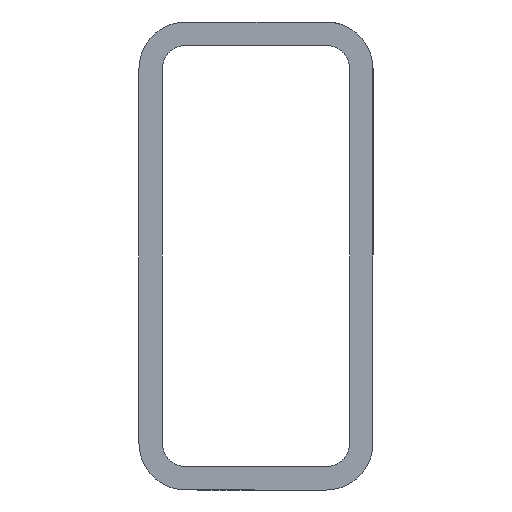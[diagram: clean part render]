
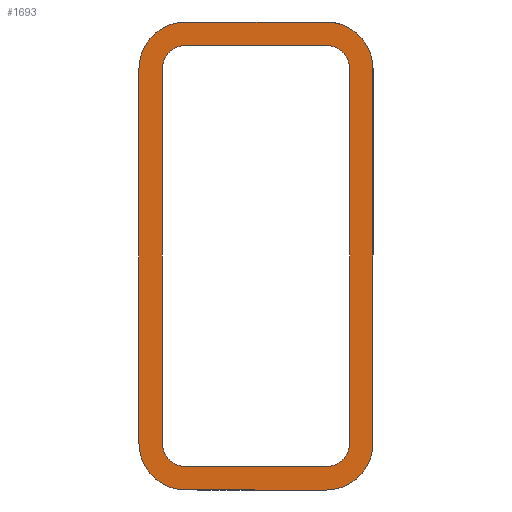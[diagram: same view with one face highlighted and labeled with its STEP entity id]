
A CAD part, left-side view. The second image highlights one B-rep face of the part: STEP entity #1693.
In plain terms, the highlighted planar face has unit normal (-1, 0, 0).
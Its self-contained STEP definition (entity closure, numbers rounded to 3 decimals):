
#9 = CIRCLE ( 'NONE', #1543, 3. ) ;
#30 = CARTESIAN_POINT ( 'NONE',  ( -510., 11., -60. ) ) ;
#47 = CIRCLE ( 'NONE', #919, 3. ) ;
#48 = VERTEX_POINT ( 'NONE', #973 ) ;
#52 = EDGE_LOOP ( 'NONE', ( #1185, #1376, #255, #711, #1451, #1550, #344, #927 ) ) ;
#58 = EDGE_CURVE ( 'NONE', #149, #85, #312, .T. ) ;
#59 = CARTESIAN_POINT ( 'NONE',  ( -510., 11., -57. ) ) ;
#75 = LINE ( 'NONE', #30, #882 ) ;
#85 = VERTEX_POINT ( 'NONE', #1596 ) ;
#117 = VECTOR ( 'NONE', #601, 1000. ) ;
#120 = DIRECTION ( 'NONE',  ( 1., 0., 0. ) ) ;
#138 = DIRECTION ( 'NONE',  ( 1., 0., 0. ) ) ;
#139 = ORIENTED_EDGE ( 'NONE', *, *, #1262, .F. ) ;
#149 = VERTEX_POINT ( 'NONE', #192 ) ;
#153 = CARTESIAN_POINT ( 'NONE',  ( -510., 29., -57. ) ) ;
#159 = CIRCLE ( 'NONE', #1500, 3. ) ;
#164 = EDGE_CURVE ( 'NONE', #85, #936, #47, .T. ) ;
#192 = CARTESIAN_POINT ( 'NONE',  ( -510., 8., -6. ) ) ;
#196 = CARTESIAN_POINT ( 'NONE',  ( -510., 11., -54. ) ) ;
#218 = CARTESIAN_POINT ( 'NONE',  ( -510., 29., 0. ) ) ;
#246 = DIRECTION ( 'NONE',  ( 0., 0., 1. ) ) ;
#247 = EDGE_LOOP ( 'NONE', ( #526, #139, #1152, #703, #1145, #1334, #1422, #301 ) ) ;
#255 = ORIENTED_EDGE ( 'NONE', *, *, #58, .T. ) ;
#275 = EDGE_CURVE ( 'NONE', #1202, #838, #605, .T. ) ;
#283 = FACE_BOUND ( 'NONE', #52, .T. ) ;
#291 = DIRECTION ( 'NONE',  ( 1., 0., 0. ) ) ;
#301 = ORIENTED_EDGE ( 'NONE', *, *, #1441, .F. ) ;
#308 = VERTEX_POINT ( 'NONE', #653 ) ;
#312 = LINE ( 'NONE', #1075, #979 ) ;
#323 = AXIS2_PLACEMENT_3D ( 'NONE', #1161, #1525, #1401 ) ;
#335 = CIRCLE ( 'NONE', #807, 3. ) ;
#344 = ORIENTED_EDGE ( 'NONE', *, *, #1317, .T. ) ;
#347 = CARTESIAN_POINT ( 'NONE',  ( -510., 35., -6. ) ) ;
#355 = CARTESIAN_POINT ( 'NONE',  ( -510., 29., -3. ) ) ;
#421 = CARTESIAN_POINT ( 'NONE',  ( -510., 11., 0. ) ) ;
#444 = DIRECTION ( 'NONE',  ( 1., 0., 0. ) ) ;
#490 = VERTEX_POINT ( 'NONE', #800 ) ;
#499 = VERTEX_POINT ( 'NONE', #421 ) ;
#512 = CARTESIAN_POINT ( 'NONE',  ( -510., 29., -60. ) ) ;
#526 = ORIENTED_EDGE ( 'NONE', *, *, #637, .F. ) ;
#527 = DIRECTION ( 'NONE',  ( 1., 0., 0. ) ) ;
#541 = EDGE_CURVE ( 'NONE', #682, #499, #602, .T. ) ;
#551 = VERTEX_POINT ( 'NONE', #1621 ) ;
#553 = DIRECTION ( 'NONE',  ( 0., 0., -1. ) ) ;
#555 = CARTESIAN_POINT ( 'NONE',  ( -510., 35., -6. ) ) ;
#558 = CARTESIAN_POINT ( 'NONE',  ( -510., 29., -54. ) ) ;
#569 = CARTESIAN_POINT ( 'NONE',  ( -510., 29., -6. ) ) ;
#581 = DIRECTION ( 'NONE',  ( 0., 0., -1. ) ) ;
#585 = DIRECTION ( 'NONE',  ( 0., 1., 0. ) ) ;
#601 = DIRECTION ( 'NONE',  ( 0., 0., 1. ) ) ;
#602 = LINE ( 'NONE', #1602, #1003 ) ;
#605 = LINE ( 'NONE', #1404, #674 ) ;
#628 = EDGE_CURVE ( 'NONE', #899, #490, #159, .T. ) ;
#637 = EDGE_CURVE ( 'NONE', #48, #1570, #752, .T. ) ;
#653 = CARTESIAN_POINT ( 'NONE',  ( -510., 35., -54. ) ) ;
#658 = EDGE_CURVE ( 'NONE', #499, #551, #1061, .T. ) ;
#674 = VECTOR ( 'NONE', #1130, 1000. ) ;
#682 = VERTEX_POINT ( 'NONE', #218 ) ;
#703 = ORIENTED_EDGE ( 'NONE', *, *, #541, .F. ) ;
#711 = ORIENTED_EDGE ( 'NONE', *, *, #164, .T. ) ;
#713 = CARTESIAN_POINT ( 'NONE',  ( -510., 11., -57. ) ) ;
#734 = CARTESIAN_POINT ( 'NONE',  ( -510., 29., -6. ) ) ;
#752 = CIRCLE ( 'NONE', #1255, 6. ) ;
#766 = DIRECTION ( 'NONE',  ( 0., 0., 1. ) ) ;
#767 = DIRECTION ( 'NONE',  ( 0., 0., -1. ) ) ;
#782 = DIRECTION ( 'NONE',  ( 0., 0., -1. ) ) ;
#795 = CARTESIAN_POINT ( 'NONE',  ( -510., 11., -54. ) ) ;
#800 = CARTESIAN_POINT ( 'NONE',  ( -510., 32., -54. ) ) ;
#807 = AXIS2_PLACEMENT_3D ( 'NONE', #904, #138, #1192 ) ;
#820 = LINE ( 'NONE', #555, #117 ) ;
#829 = DIRECTION ( 'NONE',  ( 0., 1., 0. ) ) ;
#837 = VECTOR ( 'NONE', #585, 1000. ) ;
#838 = VERTEX_POINT ( 'NONE', #1045 ) ;
#865 = DIRECTION ( 'NONE',  ( 1., 0., 0. ) ) ;
#882 = VECTOR ( 'NONE', #829, 1000. ) ;
#887 = VECTOR ( 'NONE', #782, 1000. ) ;
#899 = VERTEX_POINT ( 'NONE', #153 ) ;
#904 = CARTESIAN_POINT ( 'NONE',  ( -510., 11., -6. ) ) ;
#908 = DIRECTION ( 'NONE',  ( 0., 0., -1. ) ) ;
#919 = AXIS2_PLACEMENT_3D ( 'NONE', #196, #1226, #581 ) ;
#927 = ORIENTED_EDGE ( 'NONE', *, *, #1068, .T. ) ;
#935 = EDGE_CURVE ( 'NONE', #936, #899, #1466, .T. ) ;
#936 = VERTEX_POINT ( 'NONE', #59 ) ;
#962 = DIRECTION ( 'NONE',  ( 0., -1., 0. ) ) ;
#964 = DIRECTION ( 'NONE',  ( 0., 0., 1. ) ) ;
#973 = CARTESIAN_POINT ( 'NONE',  ( -510., 5., -54. ) ) ;
#974 = EDGE_CURVE ( 'NONE', #1361, #308, #1228, .T. ) ;
#979 = VECTOR ( 'NONE', #553, 1000. ) ;
#1003 = VECTOR ( 'NONE', #962, 1000. ) ;
#1038 = CARTESIAN_POINT ( 'NONE',  ( -510., 29., -54. ) ) ;
#1045 = CARTESIAN_POINT ( 'NONE',  ( -510., 11., -3. ) ) ;
#1061 = CIRCLE ( 'NONE', #323, 6. ) ;
#1068 = EDGE_CURVE ( 'NONE', #1457, #1202, #9, .T. ) ;
#1075 = CARTESIAN_POINT ( 'NONE',  ( -510., 8., -6. ) ) ;
#1104 = VERTEX_POINT ( 'NONE', #347 ) ;
#1130 = DIRECTION ( 'NONE',  ( 0., -1., 0. ) ) ;
#1145 = ORIENTED_EDGE ( 'NONE', *, *, #1529, .F. ) ;
#1152 = ORIENTED_EDGE ( 'NONE', *, *, #658, .F. ) ;
#1161 = CARTESIAN_POINT ( 'NONE',  ( -510., 11., -6. ) ) ;
#1183 = FACE_OUTER_BOUND ( 'NONE', #247, .T. ) ;
#1185 = ORIENTED_EDGE ( 'NONE', *, *, #275, .T. ) ;
#1186 = CARTESIAN_POINT ( 'NONE',  ( -510., 32., -6. ) ) ;
#1192 = DIRECTION ( 'NONE',  ( 0., 0., 1. ) ) ;
#1202 = VERTEX_POINT ( 'NONE', #355 ) ;
#1210 = PLANE ( 'NONE',  #1382 ) ;
#1226 = DIRECTION ( 'NONE',  ( 1., 0., 0. ) ) ;
#1228 = CIRCLE ( 'NONE', #1335, 6. ) ;
#1236 = DIRECTION ( 'NONE',  ( 0., 0., 1. ) ) ;
#1255 = AXIS2_PLACEMENT_3D ( 'NONE', #1427, #865, #767 ) ;
#1262 = EDGE_CURVE ( 'NONE', #551, #48, #1452, .T. ) ;
#1274 = EDGE_CURVE ( 'NONE', #838, #149, #335, .T. ) ;
#1311 = CARTESIAN_POINT ( 'NONE',  ( -510., 5., -6. ) ) ;
#1317 = EDGE_CURVE ( 'NONE', #490, #1457, #1445, .T. ) ;
#1334 = ORIENTED_EDGE ( 'NONE', *, *, #1450, .F. ) ;
#1335 = AXIS2_PLACEMENT_3D ( 'NONE', #558, #291, #1236 ) ;
#1349 = CARTESIAN_POINT ( 'NONE',  ( -510., 32., -6. ) ) ;
#1361 = VERTEX_POINT ( 'NONE', #512 ) ;
#1376 = ORIENTED_EDGE ( 'NONE', *, *, #1274, .T. ) ;
#1382 = AXIS2_PLACEMENT_3D ( 'NONE', #795, #527, #908 ) ;
#1393 = CARTESIAN_POINT ( 'NONE',  ( -510., 11., -60. ) ) ;
#1401 = DIRECTION ( 'NONE',  ( 0., 0., 1. ) ) ;
#1404 = CARTESIAN_POINT ( 'NONE',  ( -510., 11., -3. ) ) ;
#1409 = AXIS2_PLACEMENT_3D ( 'NONE', #734, #1552, #766 ) ;
#1422 = ORIENTED_EDGE ( 'NONE', *, *, #974, .F. ) ;
#1427 = CARTESIAN_POINT ( 'NONE',  ( -510., 11., -54. ) ) ;
#1441 = EDGE_CURVE ( 'NONE', #1570, #1361, #75, .T. ) ;
#1445 = LINE ( 'NONE', #1186, #1512 ) ;
#1450 = EDGE_CURVE ( 'NONE', #308, #1104, #820, .T. ) ;
#1451 = ORIENTED_EDGE ( 'NONE', *, *, #935, .T. ) ;
#1452 = LINE ( 'NONE', #1311, #887 ) ;
#1457 = VERTEX_POINT ( 'NONE', #1349 ) ;
#1464 = CIRCLE ( 'NONE', #1409, 6. ) ;
#1466 = LINE ( 'NONE', #713, #837 ) ;
#1500 = AXIS2_PLACEMENT_3D ( 'NONE', #1038, #120, #1663 ) ;
#1512 = VECTOR ( 'NONE', #246, 1000. ) ;
#1525 = DIRECTION ( 'NONE',  ( 1., 0., 0. ) ) ;
#1529 = EDGE_CURVE ( 'NONE', #1104, #682, #1464, .T. ) ;
#1543 = AXIS2_PLACEMENT_3D ( 'NONE', #569, #444, #964 ) ;
#1550 = ORIENTED_EDGE ( 'NONE', *, *, #628, .T. ) ;
#1552 = DIRECTION ( 'NONE',  ( 1., 0., 0. ) ) ;
#1570 = VERTEX_POINT ( 'NONE', #1393 ) ;
#1596 = CARTESIAN_POINT ( 'NONE',  ( -510., 8., -54. ) ) ;
#1602 = CARTESIAN_POINT ( 'NONE',  ( -510., 11., 0. ) ) ;
#1621 = CARTESIAN_POINT ( 'NONE',  ( -510., 5., -6. ) ) ;
#1663 = DIRECTION ( 'NONE',  ( 0., 0., 1. ) ) ;
#1693 = ADVANCED_FACE ( 'NONE', ( #283, #1183 ), #1210, .F. ) ;
